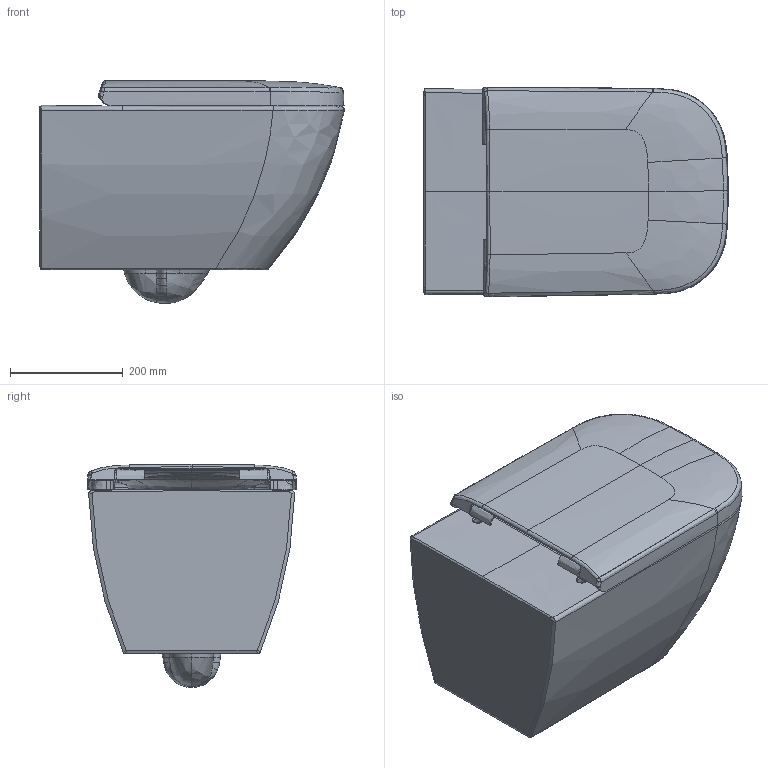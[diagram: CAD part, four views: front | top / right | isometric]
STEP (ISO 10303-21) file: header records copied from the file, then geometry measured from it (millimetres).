
FILE_DESCRIPTION((''),'2;1');
FILE_NAME('222109.stp','2013-06-12T16:35:54',('Administrator'),(''),'Autodesk Inventor 2011','Autodesk Inventor 2011','');
FILE_SCHEMA(('CONFIG_CONTROL_DESIGN'));
Length unit declared in the file: millimetre
Products named in the file (4): 222109; 006451
Assembly tree (3 placements, depth 3):
  222109
    222109
    006451
      006451
Bounding box: 540.21 x 371.75 x 395.27 mm (x, y, z)
Volume: 30938646.4 mm3; surface area: 1874944.2 mm2
Topology: 2 solids, 4 shells, 840 faces, 2216 edges, 1365 vertices
Faces by surface type: bspline 822, plane 11, cylinder 5, torus 2
Full cylindrical faces by diameter (mm): 15 x2
Entity records: 108826 total; most frequent: CARTESIAN_POINT 93201, ORIENTED_EDGE 4322, EDGE_CURVE 2200, B_SPLINE_CURVE_WITH_KNOTS 1641, VERTEX_POINT 1363, EDGE_LOOP 854, FACE_OUTER_BOUND 840, ADVANCED_FACE 840
